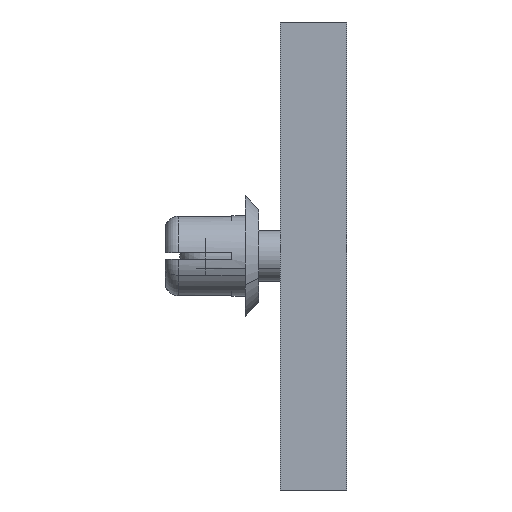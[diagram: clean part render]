
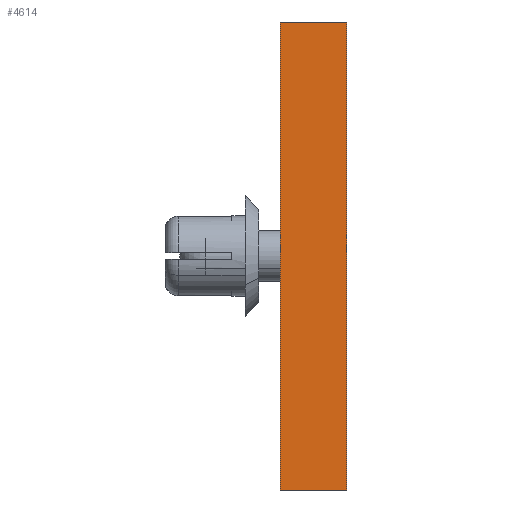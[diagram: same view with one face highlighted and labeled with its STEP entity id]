
A CAD part, front view. The second image highlights one B-rep face of the part: STEP entity #4614.
In plain terms, the highlighted face is planar.
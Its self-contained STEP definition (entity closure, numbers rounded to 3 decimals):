
#3152=DIRECTION('',(0.,-1.,0.));
#3153=VECTOR('',#3152,5.);
#3154=CARTESIAN_POINT('',(-152.75,5.,35.));
#3155=LINE('',#3154,#3153);
#3159=DIRECTION('',(0.,0.,-1.));
#3160=VECTOR('',#3159,35.);
#3161=CARTESIAN_POINT('',(-152.75,0.,35.));
#3162=LINE('',#3161,#3160);
#3166=DIRECTION('',(0.,1.,0.));
#3167=VECTOR('',#3166,5.);
#3168=CARTESIAN_POINT('',(-152.75,0.,0.));
#3169=LINE('',#3168,#3167);
#3173=DIRECTION('',(0.,0.,1.));
#3174=VECTOR('',#3173,35.);
#3175=CARTESIAN_POINT('',(-152.75,5.,0.));
#3176=LINE('',#3175,#3174);
#4117=CARTESIAN_POINT('',(-152.75,0.,0.));
#4119=VERTEX_POINT('',#4117);
#4123=CARTESIAN_POINT('',(-152.75,5.,0.));
#4124=VERTEX_POINT('',#4123);
#4125=CARTESIAN_POINT('',(-152.75,0.,35.));
#4127=VERTEX_POINT('',#4125);
#4230=CARTESIAN_POINT('',(-152.75,5.,35.));
#4232=VERTEX_POINT('',#4230);
#4603=CARTESIAN_POINT('',(-152.75,0.,0.));
#4604=DIRECTION('',(1.,0.,0.));
#4605=DIRECTION('',(0.,1.,0.));
#4606=AXIS2_PLACEMENT_3D('',#4603,#4604,#4605);
#4607=PLANE('',#4606);
#4608=ORIENTED_EDGE('',*,*,#4535,.T.);
#4609=ORIENTED_EDGE('',*,*,#4395,.T.);
#4610=ORIENTED_EDGE('',*,*,#4373,.T.);
#4611=ORIENTED_EDGE('',*,*,#4556,.T.);
#4612=EDGE_LOOP('',(#4608,#4609,#4610,#4611));
#4613=FACE_OUTER_BOUND('',#4612,.F.);
#4373=EDGE_CURVE('',#4119,#4124,#3169,.T.);
#4395=EDGE_CURVE('',#4127,#4119,#3162,.T.);
#4535=EDGE_CURVE('',#4232,#4127,#3155,.T.);
#4556=EDGE_CURVE('',#4124,#4232,#3176,.T.);
#4614=ADVANCED_FACE('',(#4613),#4607,.F.);
